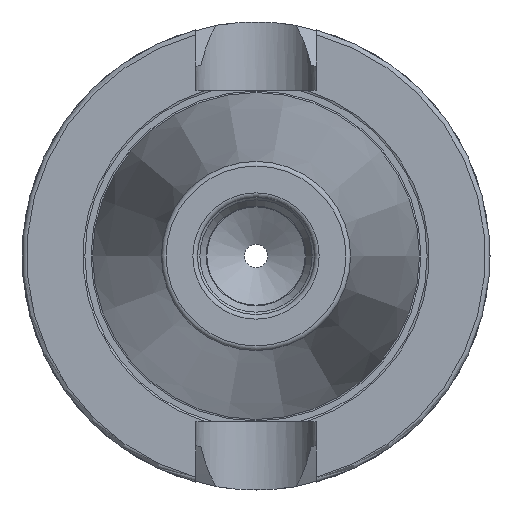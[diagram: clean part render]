
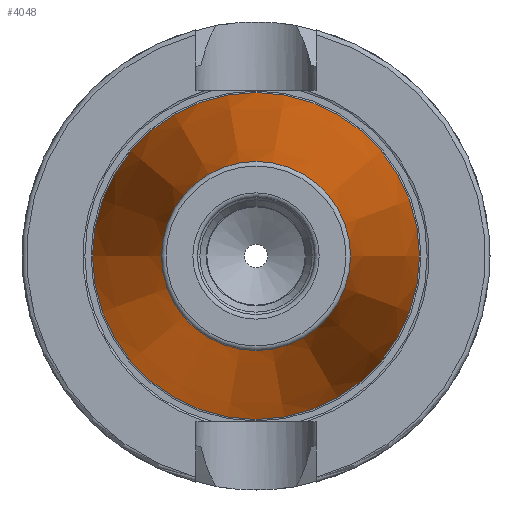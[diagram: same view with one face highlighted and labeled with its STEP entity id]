
A CAD part, left-side view. The second image highlights one B-rep face of the part: STEP entity #4048.
In plain terms, the highlighted conical face has half-angle 8.297 degrees and reference radius 27.564 mm.
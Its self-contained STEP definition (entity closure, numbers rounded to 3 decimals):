
#4014=CARTESIAN_POINT('',(-100.944,20.204,0.0));
#4015=VERTEX_POINT('',#4014);
#4016=CARTESIAN_POINT('',(-100.944,0.0,0.0));
#4017=DIRECTION('',(1.0,0.0,0.0));
#4018=DIRECTION('',(0.0,1.0,0.0));
#4019=AXIS2_PLACEMENT_3D('',#4016,#4017,#4018);
#4020=CIRCLE('',#4019,20.204);
#4021=EDGE_CURVE('',#4015,#4015,#4020,.T.);
#4029=CARTESIAN_POINT('',(-50.472,0.0,0.0));
#4030=DIRECTION('',(1.0,0.0,0.0));
#4031=DIRECTION('',(0.0,1.0,0.0));
#4032=AXIS2_PLACEMENT_3D('',#4029,#4030,#4031);
#4033=CONICAL_SURFACE('',#4032,27.564,8.297);
#4034=CARTESIAN_POINT('',(0.,34.925,0.0));
#4035=VERTEX_POINT('',#4034);
#4036=CARTESIAN_POINT('',(0.0,0.0,0.0));
#4037=DIRECTION('',(1.0,0.0,0.0));
#4038=DIRECTION('',(0.0,1.0,0.0));
#4039=AXIS2_PLACEMENT_3D('',#4036,#4037,#4038);
#4040=CIRCLE('',#4039,34.925);
#4041=EDGE_CURVE('',#4035,#4035,#4040,.T.);
#4042=ORIENTED_EDGE('',*,*,#4041,.F.);
#4043=EDGE_LOOP('',(#4042));
#4044=FACE_OUTER_BOUND('',#4043,.T.);
#4045=ORIENTED_EDGE('',*,*,#4021,.T.);
#4046=EDGE_LOOP('',(#4045));
#4047=FACE_BOUND('',#4046,.T.);
#4048=ADVANCED_FACE('',(#4044,#4047),#4033,.T.);
